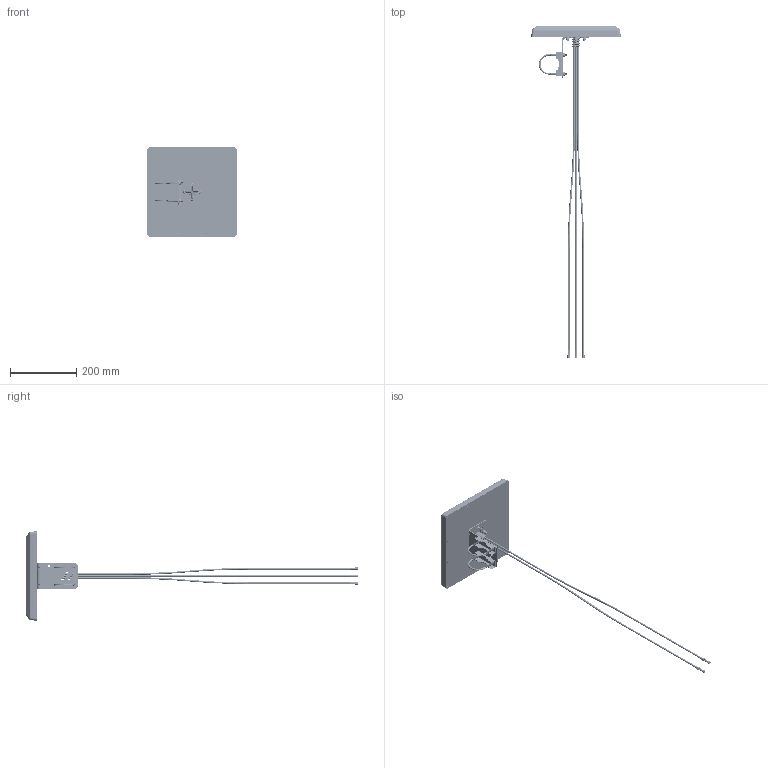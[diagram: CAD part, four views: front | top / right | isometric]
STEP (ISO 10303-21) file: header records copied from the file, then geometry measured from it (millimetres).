
FILE_DESCRIPTION (( 'STEP AP214' ), '1' );
FILE_NAME ('FMANFP1080_3D.step', '2024-03-05T16:43:03', ( '' ), ( '' ), 'SwSTEP 2.0', 'SolidWorks 2022', '' );
FILE_SCHEMA (( 'AUTOMOTIVE_DESIGN' ));
Length unit declared in the file: inch
Products named in the file (19): DIANPIAN_6X13X1^JM_TA_ASM_PEANFP1078_FMANFP1080; KA3X10^PEANFP1078_FMANFP1080; FMANFP1080_3D; TANJIE_6^PEANFP1078_FMANFP1080; JM_TA_02^JM_TA_ASM_PEANFP1078_FMANFP1080; TANJIE_6^JM_TA_ASM_PEANFP1078_FMANFP1080; LUOMU_M6^JM_TA_ASM_PEANFP1078_FMANFP1080; DIBAN33^PEANFP1078_FMANFP1080; Part50^FMANFP1080; JM_TA_03^JM_TA_ASM_PEANFP1078_FMANFP1080; JM_TA_ASM^PEANFP1078_FMANFP1080; DIANPIAN_6^PEANFP1078_FMANFP1080; LUOZHU-4^PEANFP1078_FMANFP1080; WXEPB7006R_06^PEANFP1078_FMANFP1080; PE4769-LV; JM_TA_01^JM_TA_ASM_PEANFP1078_FMANFP1080; DIANLAN122^PEANFP1078_FMANFP1080; PEANFP1078^FMANFP1080; LUOMU_M6^PEANFP1078_FMANFP1080
Assembly tree (52 placements, depth 4):
  FMANFP1080_3D
    PEANFP1078^FMANFP1080
      JM_TA_ASM^PEANFP1078_FMANFP1080
        JM_TA_01^JM_TA_ASM_PEANFP1078_FMANFP1080
        JM_TA_02^JM_TA_ASM_PEANFP1078_FMANFP1080  x2
        JM_TA_03^JM_TA_ASM_PEANFP1078_FMANFP1080  x2
        DIANPIAN_6X13X1^JM_TA_ASM_PEANFP1078_FMANFP1080  x4
        TANJIE_6^JM_TA_ASM_PEANFP1078_FMANFP1080  x4
        LUOMU_M6^JM_TA_ASM_PEANFP1078_FMANFP1080  x4
      WXEPB7006R_06^PEANFP1078_FMANFP1080
      DIBAN33^PEANFP1078_FMANFP1080
      KA3X10^PEANFP1078_FMANFP1080  x12
      DIANPIAN_6^PEANFP1078_FMANFP1080  x4
      TANJIE_6^PEANFP1078_FMANFP1080  x4
      LUOMU_M6^PEANFP1078_FMANFP1080  x4
      LUOZHU-4^PEANFP1078_FMANFP1080
      DIANLAN122^PEANFP1078_FMANFP1080
    Part50^FMANFP1080
    PE4769-LV  x4
Bounding box: 270 x 1001.52 x 270 mm (x, y, z)
Volume: 491745.5 mm3; surface area: 487624.6 mm2
Topology: 57 solids, 57 shells, 2669 faces, 7598 edges, 5073 vertices
Faces by surface type: cylinder 898, plane 735, bspline 556, cone 424, torus 56
Entity records: 94700 total; most frequent: CARTESIAN_POINT 65216, ORIENTED_EDGE 6926, DIRECTION 4545, EDGE_CURVE 3463, VERTEX_POINT 2318, AXIS2_PLACEMENT_3D 1744, B_SPLINE_CURVE_WITH_KNOTS 1608, EDGE_LOOP 1333
